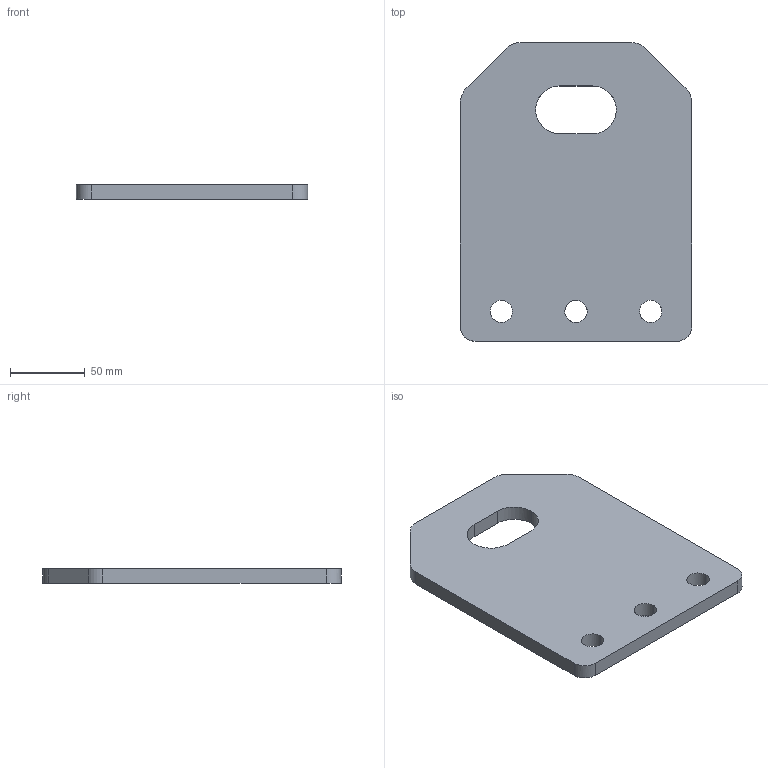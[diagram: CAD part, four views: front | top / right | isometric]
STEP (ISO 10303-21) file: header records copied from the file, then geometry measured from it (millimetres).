
FILE_DESCRIPTION (( 'STEP AP203' ), '1' );
FILE_NAME ('AynalamaSon_model_3.IGS_Default_sldprt.STEP', '2023-01-17T08:09:43', ( '' ), ( '' ), 'SwSTEP 2.0', 'SolidWorks 2019', '' );
FILE_SCHEMA (( 'CONFIG_CONTROL_DESIGN' ));
Length unit declared in the file: millimetre
Products named in the file (1): AynalamaSon_model_3.IGS_Default_sldprt
Bounding box: 155 x 200 x 10 mm (x, y, z)
Volume: 277041.7 mm3; surface area: 64857.7 mm2
Topology: 1 solids, 1 shells, 25 faces, 69 edges, 46 vertices
Faces by surface type: bspline 25
Entity records: 1159 total; most frequent: CARTESIAN_POINT 669, ORIENTED_EDGE 138, EDGE_CURVE 69, B_SPLINE_CURVE_WITH_KNOTS 52, VERTEX_POINT 46, EDGE_LOOP 33, ADVANCED_FACE 25, FACE_OUTER_BOUND 25
